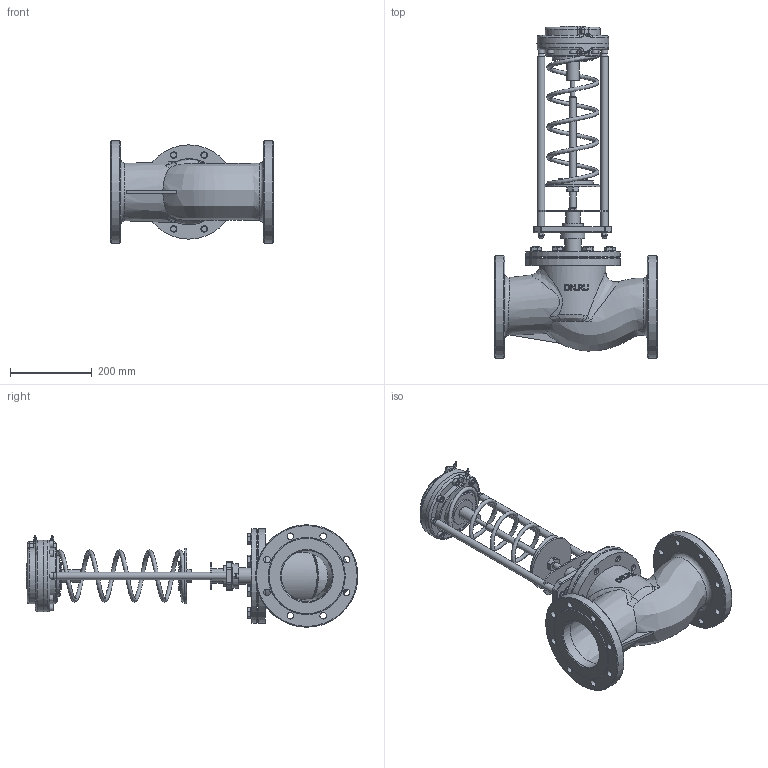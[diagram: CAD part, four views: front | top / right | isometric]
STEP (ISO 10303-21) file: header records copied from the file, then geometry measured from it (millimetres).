
FILE_DESCRIPTION(/* description */ (''),/* implementation_level */ '2;1');
FILE_NAME(/* name */ 'DN125_3D_STEP.stp',/* time_stamp */ '2024-04-25T11:13:03+03:00',/* author */ ('igorr'),/* organization */ (''),/* preprocessor_version */ 'ST-DEVELOPER v19.2',/* originating_system */ 'Autodesk Inventor 2023',/* authorisation */ '');
FILE_SCHEMA (('AUTOMOTIVE_DESIGN { 1 0 10303 214 3 1 1 }'));
Length unit declared in the file: millimetre
Products named in the file (6): Сборка; Деталь2; Деталь1; CNS 4473 - M 8; AS 1420 - 1973 - M10 x 20; AS 1110 - M16 x 30
Assembly tree (20 placements, depth 2):
  Сборка
    Деталь2
    Деталь1
    CNS 4473 - M 8  x2
    AS 1420 - 1973 - M10 x 20  x8
    AS 1110 - M16 x 30  x8
Bounding box: 400 x 810 x 250 mm (x, y, z)
Volume: 9674414.4 mm3; surface area: 1100387.6 mm2
Topology: 20 solids, 20 shells, 782 faces, 1842 edges, 1157 vertices
Faces by surface type: plane 352, cylinder 203, cone 114, bspline 54, torus 53, sphere 6
Full cylindrical faces by diameter (mm): 1 x2, 4 x2, 4.5 x8, 5 x2, 6.647 x2, 8.1 x10, 10 x9, 12.5 x2, 16 x50, 17.737 x2, 17.954 x2, 24 x8, 30 x1, 35 x1, 40 x1, 50 x1, 58.879 x1, 60 x1, 63.693 x1, 65 x1, 70 x1, 100 x2, 120 x1, 125 x2, 135 x1, 175 x2, 230 x2, 250 x2
Entity records: 21541 total; most frequent: CARTESIAN_POINT 9312, DIRECTION 2399, ORIENTED_EDGE 2340, EDGE_CURVE 1170, AXIS2_PLACEMENT_3D 971, VERTEX_POINT 746, EDGE_LOOP 638, CIRCLE 500
